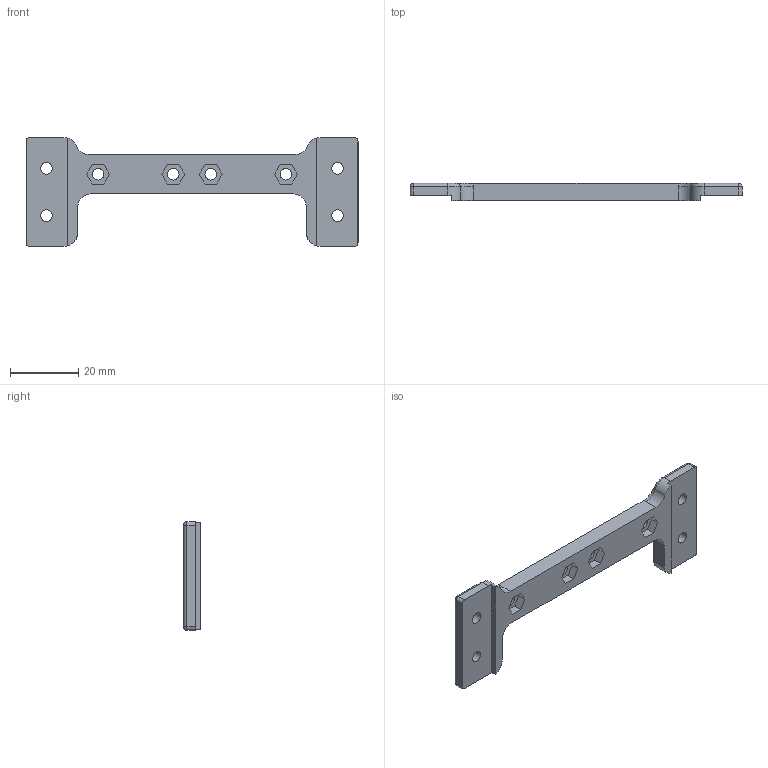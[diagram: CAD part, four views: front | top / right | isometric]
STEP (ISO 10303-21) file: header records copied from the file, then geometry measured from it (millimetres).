
FILE_DESCRIPTION(/* description */ (''),/* implementation_level */ '2;1');
FILE_NAME(/* name */ 'base_floor_plate_v1.step',/* time_stamp */ '2025-11-18T12:26:37+09:00',/* author */ (''),/* organization */ (''),/* preprocessor_version */ 'ST-DEVELOPER v20.1',/* originating_system */ 'Autodesk Translation Framework v14.17.0.0',/* authorisation */ '');
FILE_SCHEMA (('AUTOMOTIVE_DESIGN { 1 0 10303 214 3 1 1 }'));
Length unit declared in the file: millimetre
Products named in the file (1): ベース上部
Bounding box: 97.2 x 5 x 31.8 mm (x, y, z)
Volume: 6932.1 mm3; surface area: 5050.1 mm2
Topology: 1 solids, 1 shells, 84 faces, 212 edges, 134 vertices
Faces by surface type: plane 44, cylinder 28, torus 6, sphere 4, bspline 2
Full cylindrical faces by diameter (mm): 3.4 x8
Entity records: 2795 total; most frequent: CARTESIAN_POINT 683, DIRECTION 432, ORIENTED_EDGE 424, EDGE_CURVE 212, AXIS2_PLACEMENT_3D 147, LINE 138, VECTOR 138, VERTEX_POINT 134
